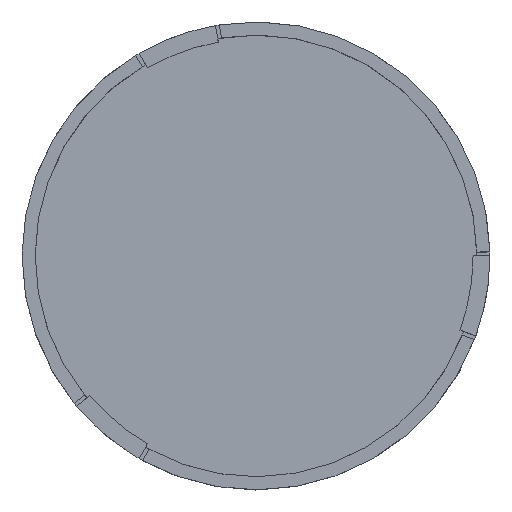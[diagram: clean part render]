
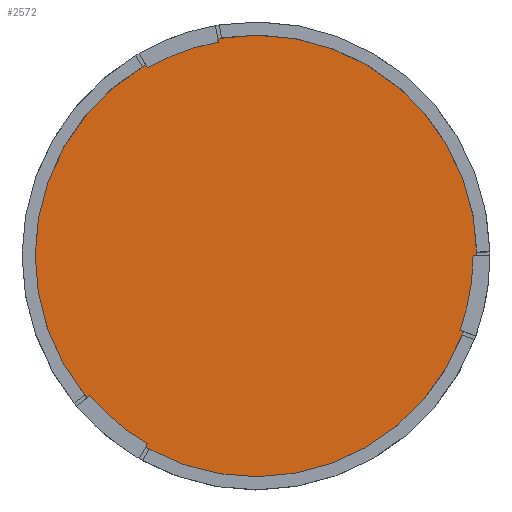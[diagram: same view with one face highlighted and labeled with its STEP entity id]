
A CAD part, top view. The second image highlights one B-rep face of the part: STEP entity #2572.
In plain terms, the highlighted planar face has unit normal (0, 0, 1).
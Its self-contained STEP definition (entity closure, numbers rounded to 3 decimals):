
#787 = CYLINDRICAL_SURFACE('',#788,23.6);
#788 = AXIS2_PLACEMENT_3D('',#789,#790,#791);
#789 = CARTESIAN_POINT('',(0.,0.,1.2));
#790 = DIRECTION('',(0.,0.,1.));
#791 = DIRECTION('',(1.,0.,0.));
#2383 = VERTEX_POINT('',#2384);
#2384 = CARTESIAN_POINT('',(23.6,0.,1.2));
#2404 = EDGE_CURVE('',#2383,#2405,#2407,.T.);
#2405 = VERTEX_POINT('',#2406);
#2406 = CARTESIAN_POINT('',(-4.098,23.241,1.2));
#2407 = SURFACE_CURVE('',#2408,(#2413,#2420),.PCURVE_S1.);
#2408 = CIRCLE('',#2409,23.6);
#2409 = AXIS2_PLACEMENT_3D('',#2410,#2411,#2412);
#2410 = CARTESIAN_POINT('',(0.,0.,1.2));
#2411 = DIRECTION('',(0.,0.,1.));
#2412 = DIRECTION('',(1.,0.,0.));
#2413 = PCURVE('',#787,#2414);
#2414 = DEFINITIONAL_REPRESENTATION('',(#2415),#2419);
#2415 = LINE('',#2416,#2417);
#2416 = CARTESIAN_POINT('',(0.,0.));
#2417 = VECTOR('',#2418,1.);
#2418 = DIRECTION('',(1.,0.));
#2419 = ( GEOMETRIC_REPRESENTATION_CONTEXT(2) 
PARAMETRIC_REPRESENTATION_CONTEXT() REPRESENTATION_CONTEXT('2D SPACE',''
  ) );
#2420 = PCURVE('',#2421,#2426);
#2421 = PLANE('',#2422);
#2422 = AXIS2_PLACEMENT_3D('',#2423,#2424,#2425);
#2423 = CARTESIAN_POINT('',(0.,0.,1.2));
#2424 = DIRECTION('',(0.,0.,1.));
#2425 = DIRECTION('',(1.,0.,0.));
#2426 = DEFINITIONAL_REPRESENTATION('',(#2427),#2431);
#2427 = CIRCLE('',#2428,23.6);
#2428 = AXIS2_PLACEMENT_2D('',#2429,#2430);
#2429 = CARTESIAN_POINT('',(0.,0.));
#2430 = DIRECTION('',(1.,0.));
#2431 = ( GEOMETRIC_REPRESENTATION_CONTEXT(2) 
PARAMETRIC_REPRESENTATION_CONTEXT() REPRESENTATION_CONTEXT('2D SPACE',''
  ) );
#2433 = EDGE_CURVE('',#2405,#2434,#2436,.T.);
#2434 = VERTEX_POINT('',#2435);
#2435 = CARTESIAN_POINT('',(-11.8,20.438,1.2));
#2436 = SURFACE_CURVE('',#2437,(#2442,#2449),.PCURVE_S1.);
#2437 = CIRCLE('',#2438,23.6);
#2438 = AXIS2_PLACEMENT_3D('',#2439,#2440,#2441);
#2439 = CARTESIAN_POINT('',(0.,0.,1.2));
#2440 = DIRECTION('',(0.,0.,1.));
#2441 = DIRECTION('',(1.,0.,0.));
#2442 = PCURVE('',#787,#2443);
#2443 = DEFINITIONAL_REPRESENTATION('',(#2444),#2448);
#2444 = LINE('',#2445,#2446);
#2445 = CARTESIAN_POINT('',(0.,0.));
#2446 = VECTOR('',#2447,1.);
#2447 = DIRECTION('',(1.,0.));
#2448 = ( GEOMETRIC_REPRESENTATION_CONTEXT(2) 
PARAMETRIC_REPRESENTATION_CONTEXT() REPRESENTATION_CONTEXT('2D SPACE',''
  ) );
#2449 = PCURVE('',#2421,#2450);
#2450 = DEFINITIONAL_REPRESENTATION('',(#2451),#2455);
#2451 = CIRCLE('',#2452,23.6);
#2452 = AXIS2_PLACEMENT_2D('',#2453,#2454);
#2453 = CARTESIAN_POINT('',(0.,0.));
#2454 = DIRECTION('',(1.,0.));
#2455 = ( GEOMETRIC_REPRESENTATION_CONTEXT(2) 
PARAMETRIC_REPRESENTATION_CONTEXT() REPRESENTATION_CONTEXT('2D SPACE',''
  ) );
#2457 = EDGE_CURVE('',#2434,#2458,#2460,.T.);
#2458 = VERTEX_POINT('',#2459);
#2459 = CARTESIAN_POINT('',(-18.079,-15.17,1.2));
#2460 = SURFACE_CURVE('',#2461,(#2466,#2473),.PCURVE_S1.);
#2461 = CIRCLE('',#2462,23.6);
#2462 = AXIS2_PLACEMENT_3D('',#2463,#2464,#2465);
#2463 = CARTESIAN_POINT('',(0.,0.,1.2));
#2464 = DIRECTION('',(0.,0.,1.));
#2465 = DIRECTION('',(1.,0.,0.));
#2466 = PCURVE('',#787,#2467);
#2467 = DEFINITIONAL_REPRESENTATION('',(#2468),#2472);
#2468 = LINE('',#2469,#2470);
#2469 = CARTESIAN_POINT('',(0.,0.));
#2470 = VECTOR('',#2471,1.);
#2471 = DIRECTION('',(1.,0.));
#2472 = ( GEOMETRIC_REPRESENTATION_CONTEXT(2) 
PARAMETRIC_REPRESENTATION_CONTEXT() REPRESENTATION_CONTEXT('2D SPACE',''
  ) );
#2473 = PCURVE('',#2421,#2474);
#2474 = DEFINITIONAL_REPRESENTATION('',(#2475),#2479);
#2475 = CIRCLE('',#2476,23.6);
#2476 = AXIS2_PLACEMENT_2D('',#2477,#2478);
#2477 = CARTESIAN_POINT('',(0.,0.));
#2478 = DIRECTION('',(1.,0.));
#2479 = ( GEOMETRIC_REPRESENTATION_CONTEXT(2) 
PARAMETRIC_REPRESENTATION_CONTEXT() REPRESENTATION_CONTEXT('2D SPACE',''
  ) );
#2481 = EDGE_CURVE('',#2458,#2482,#2484,.T.);
#2482 = VERTEX_POINT('',#2483);
#2483 = CARTESIAN_POINT('',(-11.8,-20.438,1.2));
#2484 = SURFACE_CURVE('',#2485,(#2490,#2497),.PCURVE_S1.);
#2485 = CIRCLE('',#2486,23.6);
#2486 = AXIS2_PLACEMENT_3D('',#2487,#2488,#2489);
#2487 = CARTESIAN_POINT('',(0.,0.,1.2));
#2488 = DIRECTION('',(0.,0.,1.));
#2489 = DIRECTION('',(1.,0.,0.));
#2490 = PCURVE('',#787,#2491);
#2491 = DEFINITIONAL_REPRESENTATION('',(#2492),#2496);
#2492 = LINE('',#2493,#2494);
#2493 = CARTESIAN_POINT('',(0.,0.));
#2494 = VECTOR('',#2495,1.);
#2495 = DIRECTION('',(1.,0.));
#2496 = ( GEOMETRIC_REPRESENTATION_CONTEXT(2) 
PARAMETRIC_REPRESENTATION_CONTEXT() REPRESENTATION_CONTEXT('2D SPACE',''
  ) );
#2497 = PCURVE('',#2421,#2498);
#2498 = DEFINITIONAL_REPRESENTATION('',(#2499),#2503);
#2499 = CIRCLE('',#2500,23.6);
#2500 = AXIS2_PLACEMENT_2D('',#2501,#2502);
#2501 = CARTESIAN_POINT('',(0.,0.));
#2502 = DIRECTION('',(1.,0.));
#2503 = ( GEOMETRIC_REPRESENTATION_CONTEXT(2) 
PARAMETRIC_REPRESENTATION_CONTEXT() REPRESENTATION_CONTEXT('2D SPACE',''
  ) );
#2505 = EDGE_CURVE('',#2482,#2506,#2508,.T.);
#2506 = VERTEX_POINT('',#2507);
#2507 = CARTESIAN_POINT('',(22.177,-8.072,1.2));
#2508 = SURFACE_CURVE('',#2509,(#2514,#2521),.PCURVE_S1.);
#2509 = CIRCLE('',#2510,23.6);
#2510 = AXIS2_PLACEMENT_3D('',#2511,#2512,#2513);
#2511 = CARTESIAN_POINT('',(0.,0.,1.2));
#2512 = DIRECTION('',(0.,0.,1.));
#2513 = DIRECTION('',(1.,0.,0.));
#2514 = PCURVE('',#787,#2515);
#2515 = DEFINITIONAL_REPRESENTATION('',(#2516),#2520);
#2516 = LINE('',#2517,#2518);
#2517 = CARTESIAN_POINT('',(0.,0.));
#2518 = VECTOR('',#2519,1.);
#2519 = DIRECTION('',(1.,0.));
#2520 = ( GEOMETRIC_REPRESENTATION_CONTEXT(2) 
PARAMETRIC_REPRESENTATION_CONTEXT() REPRESENTATION_CONTEXT('2D SPACE',''
  ) );
#2521 = PCURVE('',#2421,#2522);
#2522 = DEFINITIONAL_REPRESENTATION('',(#2523),#2527);
#2523 = CIRCLE('',#2524,23.6);
#2524 = AXIS2_PLACEMENT_2D('',#2525,#2526);
#2525 = CARTESIAN_POINT('',(0.,0.));
#2526 = DIRECTION('',(1.,0.));
#2527 = ( GEOMETRIC_REPRESENTATION_CONTEXT(2) 
PARAMETRIC_REPRESENTATION_CONTEXT() REPRESENTATION_CONTEXT('2D SPACE',''
  ) );
#2529 = EDGE_CURVE('',#2506,#2383,#2530,.T.);
#2530 = SURFACE_CURVE('',#2531,(#2536,#2543),.PCURVE_S1.);
#2531 = CIRCLE('',#2532,23.6);
#2532 = AXIS2_PLACEMENT_3D('',#2533,#2534,#2535);
#2533 = CARTESIAN_POINT('',(0.,0.,1.2));
#2534 = DIRECTION('',(0.,0.,1.));
#2535 = DIRECTION('',(1.,0.,0.));
#2536 = PCURVE('',#787,#2537);
#2537 = DEFINITIONAL_REPRESENTATION('',(#2538),#2542);
#2538 = LINE('',#2539,#2540);
#2539 = CARTESIAN_POINT('',(0.,0.));
#2540 = VECTOR('',#2541,1.);
#2541 = DIRECTION('',(1.,0.));
#2542 = ( GEOMETRIC_REPRESENTATION_CONTEXT(2) 
PARAMETRIC_REPRESENTATION_CONTEXT() REPRESENTATION_CONTEXT('2D SPACE',''
  ) );
#2543 = PCURVE('',#2421,#2544);
#2544 = DEFINITIONAL_REPRESENTATION('',(#2545),#2549);
#2545 = CIRCLE('',#2546,23.6);
#2546 = AXIS2_PLACEMENT_2D('',#2547,#2548);
#2547 = CARTESIAN_POINT('',(0.,0.));
#2548 = DIRECTION('',(1.,0.));
#2549 = ( GEOMETRIC_REPRESENTATION_CONTEXT(2) 
PARAMETRIC_REPRESENTATION_CONTEXT() REPRESENTATION_CONTEXT('2D SPACE',''
  ) );
#2572 = ADVANCED_FACE('',(#2573),#2421,.T.);
#2573 = FACE_BOUND('',#2574,.T.);
#2574 = EDGE_LOOP('',(#2575,#2576,#2577,#2578,#2579,#2580));
#2575 = ORIENTED_EDGE('',*,*,#2529,.T.);
#2576 = ORIENTED_EDGE('',*,*,#2404,.T.);
#2577 = ORIENTED_EDGE('',*,*,#2433,.T.);
#2578 = ORIENTED_EDGE('',*,*,#2457,.T.);
#2579 = ORIENTED_EDGE('',*,*,#2481,.T.);
#2580 = ORIENTED_EDGE('',*,*,#2505,.T.);
